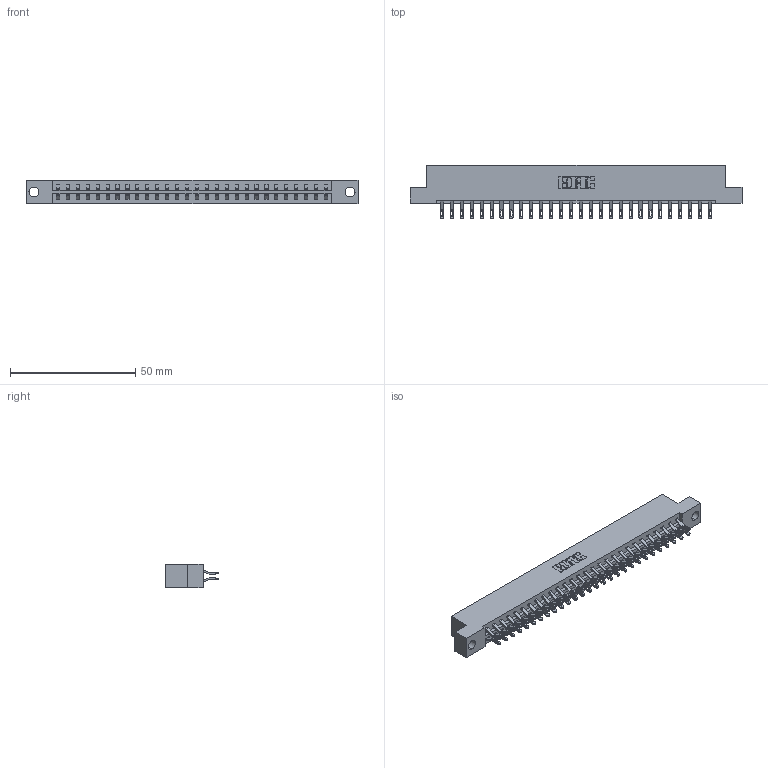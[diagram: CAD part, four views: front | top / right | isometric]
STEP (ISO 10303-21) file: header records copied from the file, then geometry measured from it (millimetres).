
FILE_DESCRIPTION (( 'STEP AP203' ), '1' );
FILE_NAME ('333-056-555-204.STEP', '2018-08-04T05:08:14', ( '' ), ( '' ), 'SwSTEP 2.0', 'SolidWorks 2016', '' );
FILE_SCHEMA (( 'CONFIG_CONTROL_DESIGN' ));
Length unit declared in the file: inch
Products named in the file (3): 333-056-555-204; 333 Part_Flush - .156 Dia - TH; 345-292-001_555 Tail
Assembly tree (57 placements, depth 2):
  333-056-555-204
    333 Part_Flush - .156 Dia - TH
    345-292-001_555 Tail  x56
Bounding box: 132.49 x 21.47 x 9.4 mm (x, y, z)
Volume: 13469.8 mm3; surface area: 16181 mm2
Topology: 57 solids, 57 shells, 3362 faces, 10559 edges, 7038 vertices
Faces by surface type: plane 1974, cylinder 1388
Entity records: 20153 total; most frequent: CARTESIAN_POINT 3392, ORIENTED_EDGE 3298, DIRECTION 2893, EDGE_CURVE 1649, LINE 1501, VECTOR 1501, VERTEX_POINT 1098, AXIS2_PLACEMENT_3D 696
